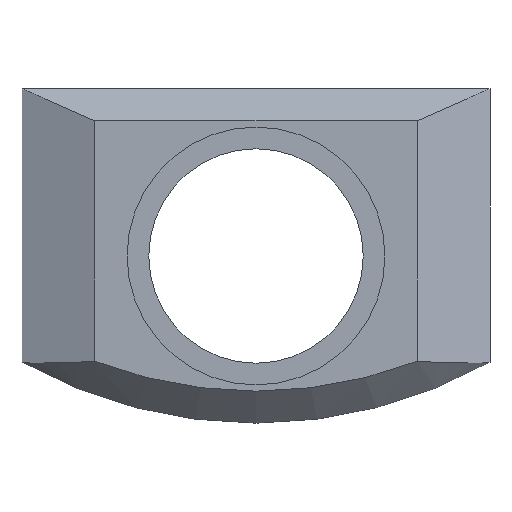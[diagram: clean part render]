
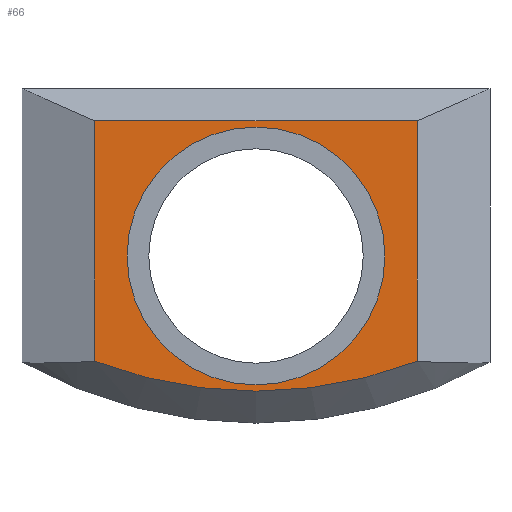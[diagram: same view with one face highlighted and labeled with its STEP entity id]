
A CAD part, front view. The second image highlights one B-rep face of the part: STEP entity #66.
In plain terms, the highlighted planar face has unit normal (0, -1, 0).
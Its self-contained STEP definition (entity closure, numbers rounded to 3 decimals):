
#35=PLANE('',#175);
#40=LINE('',#241,#48);
#44=LINE('',#252,#52);
#45=LINE('',#253,#53);
#48=VECTOR('',#200,1.);
#52=VECTOR('',#208,1.);
#53=VECTOR('',#209,1.);
#66=ADVANCED_FACE('',(#76,#77),#35,.T.);
#76=FACE_BOUND('',#88,.T.);
#77=FACE_BOUND('',#89,.T.);
#88=EDGE_LOOP('',(#108));
#89=EDGE_LOOP('',(#109,#110,#111,#112));
#108=ORIENTED_EDGE('',*,*,#152,.T.);
#109=ORIENTED_EDGE('',*,*,#146,.T.);
#110=ORIENTED_EDGE('',*,*,#153,.T.);
#111=ORIENTED_EDGE('',*,*,#148,.T.);
#112=ORIENTED_EDGE('',*,*,#154,.T.);
#134=VERTEX_POINT('',#236);
#135=VERTEX_POINT('',#238);
#136=VERTEX_POINT('',#242);
#137=VERTEX_POINT('',#243);
#140=VERTEX_POINT('',#251);
#146=EDGE_CURVE('',#135,#134,#161,.T.);
#148=EDGE_CURVE('',#136,#137,#40,.T.);
#152=EDGE_CURVE('',#140,#140,#162,.T.);
#153=EDGE_CURVE('',#134,#136,#44,.T.);
#154=EDGE_CURVE('',#137,#135,#45,.T.);
#161=CIRCLE('',#170,308.);
#162=CIRCLE('',#174,88.7);
#170=AXIS2_PLACEMENT_3D('',#237,#194,#195);
#174=AXIS2_PLACEMENT_3D('',#250,#206,#207);
#175=AXIS2_PLACEMENT_3D('',#254,#210,#211);
#194=DIRECTION('',(0.,-1.,0.));
#195=DIRECTION('',(0.,0.,-1.));
#200=DIRECTION('',(-1.,0.,0.));
#206=DIRECTION('',(0.,1.,0.));
#207=DIRECTION('',(0.,0.,-1.));
#208=DIRECTION('',(0.,0.,1.));
#209=DIRECTION('',(0.,0.,-1.));
#210=DIRECTION('',(0.,-1.,0.));
#211=DIRECTION('',(0.,0.,-1.));
#236=CARTESIAN_POINT('',(111.,-41.,3.697));
#237=CARTESIAN_POINT('',(0.,-41.,291.));
#238=CARTESIAN_POINT('',(-111.,-41.,3.697));
#241=CARTESIAN_POINT('',(0.,-41.,169.));
#242=CARTESIAN_POINT('',(111.,-41.,169.));
#243=CARTESIAN_POINT('',(-111.,-41.,169.));
#250=CARTESIAN_POINT('',(0.,-41.,76.));
#251=CARTESIAN_POINT('',(0.,-41.,-12.7));
#252=CARTESIAN_POINT('',(111.,-41.,191.));
#253=CARTESIAN_POINT('',(-111.,-41.,2.939));
#254=CARTESIAN_POINT('',(0.,-41.,291.));
